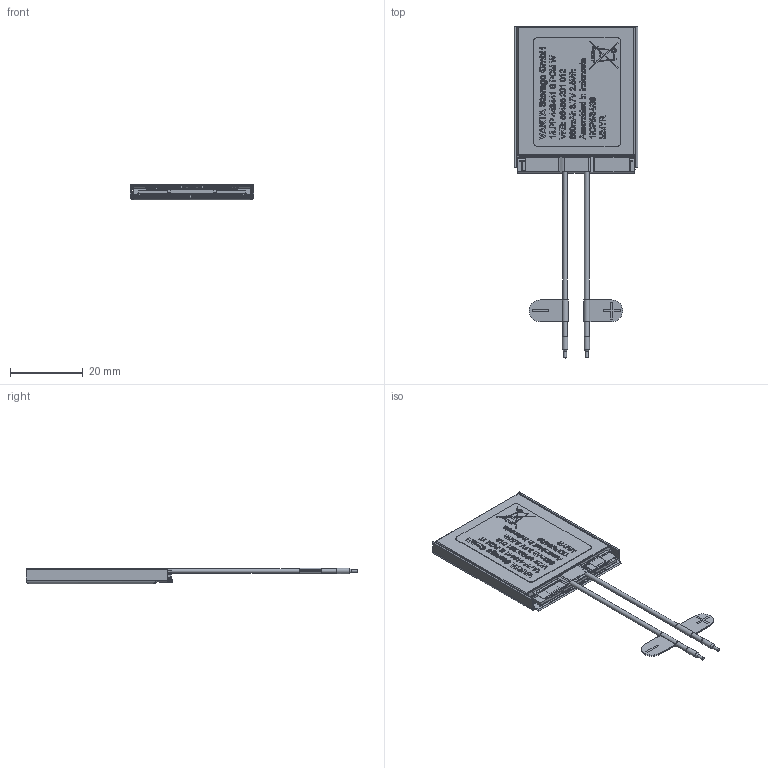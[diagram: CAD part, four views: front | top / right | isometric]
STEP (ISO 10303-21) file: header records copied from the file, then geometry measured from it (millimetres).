
FILE_DESCRIPTION(/* description */ (''),/* implementation_level */ '2;1');
FILE_NAME(/* name */ '714359.stp',/* time_stamp */ '2015-12-10T08:54:10+07:00',/* author */ ('Bony'),/* organization */ (''),/* preprocessor_version */ 'ST-DEVELOPER v15.6',/* originating_system */ 'Autodesk Inventor 2015',/* authorisation */ '');
FILE_SCHEMA (('AUTOMOTIVE_DESIGN { 1 0 10303 214 3 1 1 }'));
Products named in the file (1): 1S LPP 443441 S PCM WC
Bounding box: 34 x 91.55 x 4.41 mm (x, y, z)
Volume: 5532.5 mm3; surface area: 6325 mm2
Topology: 3 solids, 6 shells, 6097 faces, 16486 edges, 10953 vertices
Faces by surface type: plane 3305, bspline 2596, cylinder 170, torus 20, cone 6
Full cylindrical faces by diameter (mm): 0.251 x1, 0.513 x1, 0.791 x2, 0.969 x1, 1.28 x2, 1.5 x4
Entity records: 208949 total; most frequent: CARTESIAN_POINT 66936, ORIENTED_EDGE 32926, DIRECTION 18673, EDGE_CURVE 16463, VERTEX_POINT 10945, LINE 10819, VECTOR 10819, EDGE_LOOP 6702
